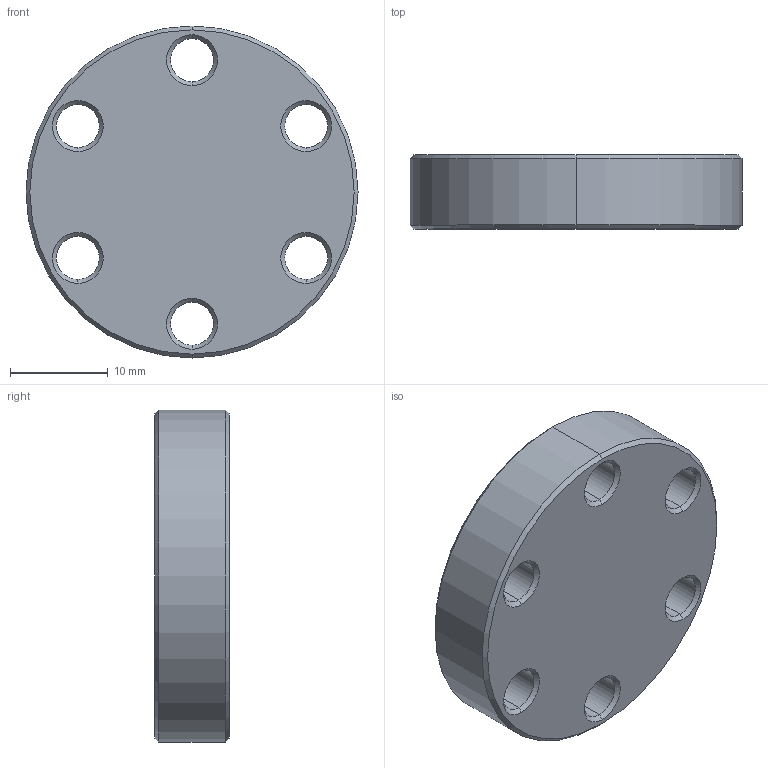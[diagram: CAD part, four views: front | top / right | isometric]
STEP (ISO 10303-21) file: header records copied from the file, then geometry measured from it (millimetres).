
FILE_DESCRIPTION (( 'STEP AP214' ), '1' );
FILE_NAME ('Hositrad_CF16-B.STEP', '2010-12-27T14:57:14', ( 'Hositrad' ), ( 'Hositrad' ), 'SwSTEP 2.0', 'SolidWorks 2010', '' );
FILE_SCHEMA (( 'AUTOMOTIVE_DESIGN' ));
Length unit declared in the file: millimetre
Products named in the file (1): Hositrad_CF16-B
Bounding box: 34 x 7.6 x 34 mm (x, y, z)
Volume: 5774 mm3; surface area: 3098.8 mm2
Topology: 1 solids, 1 shells, 51 faces, 112 edges, 64 vertices
Faces by surface type: cone 32, cylinder 16, plane 3
Entity records: 1452 total; most frequent: DIRECTION 280, CARTESIAN_POINT 228, ORIENTED_EDGE 224, AXIS2_PLACEMENT_3D 116, EDGE_CURVE 112, EDGE_LOOP 64, VERTEX_POINT 64, CIRCLE 64
